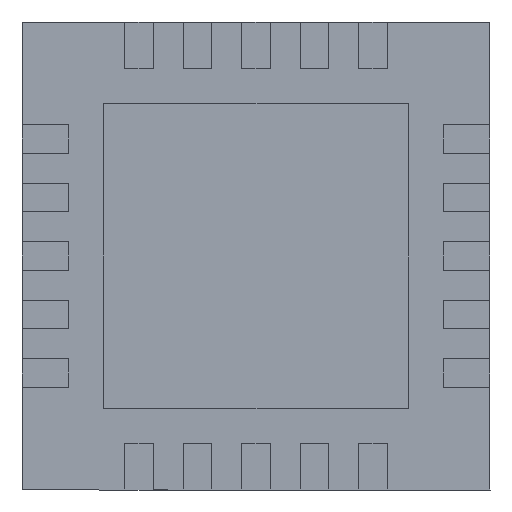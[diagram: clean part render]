
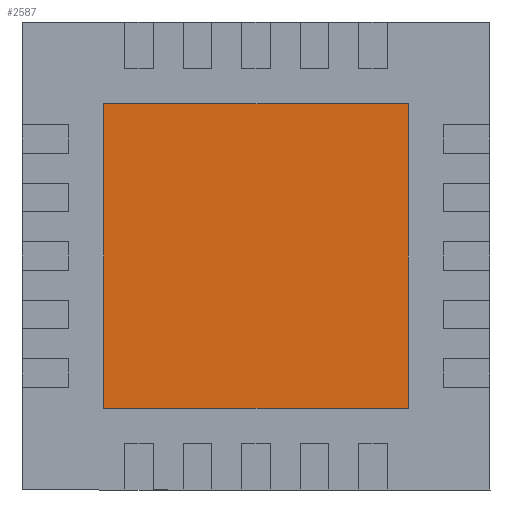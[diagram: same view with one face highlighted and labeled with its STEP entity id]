
A CAD part, front view. The second image highlights one B-rep face of the part: STEP entity #2587.
In plain terms, the highlighted planar face has unit normal (0, -1, 0).
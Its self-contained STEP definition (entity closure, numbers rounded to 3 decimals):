
#55 = EDGE_CURVE ( 'NONE', #3897, #3908, #1818, .T. ) ;
#98 = VECTOR ( 'NONE', #1199, 1000. ) ;
#278 = PLANE ( 'NONE',  #3634 ) ;
#303 = CARTESIAN_POINT ( 'NONE',  ( -1.3, 0., -1.3 ) ) ;
#337 = LINE ( 'NONE', #5028, #2435 ) ;
#598 = VERTEX_POINT ( 'NONE', #303 ) ;
#614 = ORIENTED_EDGE ( 'NONE', *, *, #4120, .T. ) ;
#639 = VECTOR ( 'NONE', #1200, 1000. ) ;
#701 = CARTESIAN_POINT ( 'NONE',  ( 0., 0., 0. ) ) ;
#1149 = VERTEX_POINT ( 'NONE', #1529 ) ;
#1199 = DIRECTION ( 'NONE',  ( 1., 0., 0. ) ) ;
#1200 = DIRECTION ( 'NONE',  ( -1., 0., 0. ) ) ;
#1235 = DIRECTION ( 'NONE',  ( 0., 0., -1. ) ) ;
#1331 = FACE_OUTER_BOUND ( 'NONE', #3653, .T. ) ;
#1529 = CARTESIAN_POINT ( 'NONE',  ( -1.3, 0., 1.3 ) ) ;
#1724 = DIRECTION ( 'NONE',  ( 0., 0., 1. ) ) ;
#1818 = LINE ( 'NONE', #3822, #5704 ) ;
#1969 = LINE ( 'NONE', #4197, #639 ) ;
#2088 = ORIENTED_EDGE ( 'NONE', *, *, #5831, .T. ) ;
#2435 = VECTOR ( 'NONE', #3134, 1000. ) ;
#2438 = CARTESIAN_POINT ( 'NONE',  ( 1.3, 0., -1.3 ) ) ;
#2587 = ADVANCED_FACE ( 'NONE', ( #1331 ), #278, .T. ) ;
#3134 = DIRECTION ( 'NONE',  ( 0., 0., -1. ) ) ;
#3153 = LINE ( 'NONE', #4196, #98 ) ;
#3634 = AXIS2_PLACEMENT_3D ( 'NONE', #701, #3807, #1235 ) ;
#3653 = EDGE_LOOP ( 'NONE', ( #4663, #614, #4040, #2088 ) ) ;
#3807 = DIRECTION ( 'NONE',  ( 0., -1., 0. ) ) ;
#3822 = CARTESIAN_POINT ( 'NONE',  ( 1.3, 0., -1.3 ) ) ;
#3897 = VERTEX_POINT ( 'NONE', #2438 ) ;
#3908 = VERTEX_POINT ( 'NONE', #5911 ) ;
#4040 = ORIENTED_EDGE ( 'NONE', *, *, #55, .T. ) ;
#4120 = EDGE_CURVE ( 'NONE', #598, #3897, #3153, .T. ) ;
#4196 = CARTESIAN_POINT ( 'NONE',  ( 1.3, 0., -1.3 ) ) ;
#4197 = CARTESIAN_POINT ( 'NONE',  ( 1.3, 0., 1.3 ) ) ;
#4663 = ORIENTED_EDGE ( 'NONE', *, *, #5690, .T. ) ;
#5028 = CARTESIAN_POINT ( 'NONE',  ( -1.3, 0., -1.3 ) ) ;
#5690 = EDGE_CURVE ( 'NONE', #1149, #598, #337, .T. ) ;
#5704 = VECTOR ( 'NONE', #1724, 1000. ) ;
#5831 = EDGE_CURVE ( 'NONE', #3908, #1149, #1969, .T. ) ;
#5911 = CARTESIAN_POINT ( 'NONE',  ( 1.3, 0., 1.3 ) ) ;
